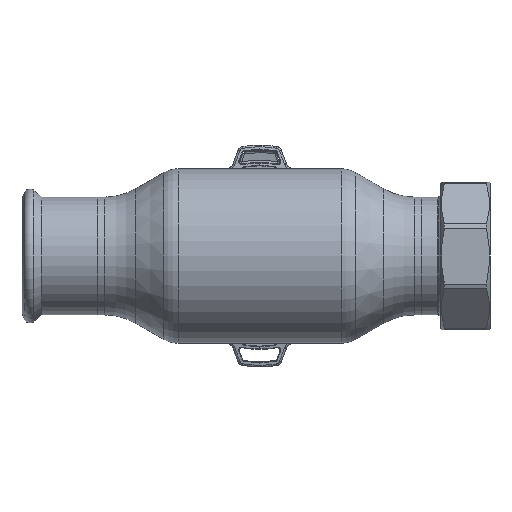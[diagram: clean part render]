
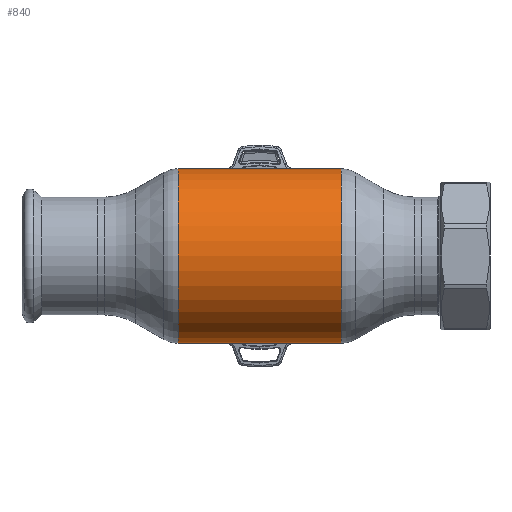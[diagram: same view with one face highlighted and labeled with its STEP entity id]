
A CAD part, front view. The second image highlights one B-rep face of the part: STEP entity #840.
In plain terms, the highlighted cylindrical face has radius 42.5 mm (diameter 85 mm), a partial arc.
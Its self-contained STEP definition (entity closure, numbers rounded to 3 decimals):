
#408 = EDGE_CURVE ( 'NONE', #22378, #29409, #18498, .T. ) ;
#753 = DIRECTION ( 'NONE',  ( 0., 0., 1. ) ) ;
#840 = ADVANCED_FACE ( 'NONE', ( #26863 ), #8778, .T. ) ;
#2823 = EDGE_LOOP ( 'NONE', ( #24863, #4422, #31119, #32869 ) ) ;
#3368 = DIRECTION ( 'NONE',  ( -1., 0., 0. ) ) ;
#4422 = ORIENTED_EDGE ( 'NONE', *, *, #12479, .T. ) ;
#5394 = DIRECTION ( 'NONE',  ( -1., 0., 0. ) ) ;
#5443 = DIRECTION ( 'NONE',  ( -1., 0., 0. ) ) ;
#5993 = DIRECTION ( 'NONE',  ( -1., 0., 0. ) ) ;
#7642 = CARTESIAN_POINT ( 'NONE',  ( -62.69, 0., 42.5 ) ) ;
#8030 = DIRECTION ( 'NONE',  ( 0., 0., 1. ) ) ;
#8425 = AXIS2_PLACEMENT_3D ( 'NONE', #13223, #5443, #8030 ) ;
#8778 = CYLINDRICAL_SURFACE ( 'NONE', #30522, 42.5 ) ;
#11482 = CARTESIAN_POINT ( 'NONE',  ( -39.749, 0., 42.5 ) ) ;
#12479 = EDGE_CURVE ( 'NONE', #30977, #22378, #30578, .T. ) ;
#13223 = CARTESIAN_POINT ( 'NONE',  ( -39.749, 0., 0. ) ) ;
#15118 = VECTOR ( 'NONE', #5394, 1000. ) ;
#18498 = LINE ( 'NONE', #7642, #15118 ) ;
#21749 = CARTESIAN_POINT ( 'NONE',  ( -39.749, 0., -42.5 ) ) ;
#21771 = AXIS2_PLACEMENT_3D ( 'NONE', #32512, #3368, #753 ) ;
#22378 = VERTEX_POINT ( 'NONE', #23618 ) ;
#23115 = LINE ( 'NONE', #23470, #24869 ) ;
#23470 = CARTESIAN_POINT ( 'NONE',  ( -62.69, 0., -42.5 ) ) ;
#23618 = CARTESIAN_POINT ( 'NONE',  ( 39.749, 0., 42.5 ) ) ;
#24105 = CARTESIAN_POINT ( 'NONE',  ( -62.69, 0., 0. ) ) ;
#24863 = ORIENTED_EDGE ( 'NONE', *, *, #30802, .F. ) ;
#24869 = VECTOR ( 'NONE', #26403, 1000. ) ;
#24938 = CIRCLE ( 'NONE', #8425, 42.5 ) ;
#26000 = VERTEX_POINT ( 'NONE', #21749 ) ;
#26403 = DIRECTION ( 'NONE',  ( -1., 0., 0. ) ) ;
#26863 = FACE_OUTER_BOUND ( 'NONE', #2823, .T. ) ;
#27196 = DIRECTION ( 'NONE',  ( 0., 0., 1. ) ) ;
#28666 = EDGE_CURVE ( 'NONE', #26000, #29409, #24938, .T. ) ;
#29409 = VERTEX_POINT ( 'NONE', #11482 ) ;
#30522 = AXIS2_PLACEMENT_3D ( 'NONE', #24105, #5993, #27196 ) ;
#30578 = CIRCLE ( 'NONE', #21771, 42.5 ) ;
#30802 = EDGE_CURVE ( 'NONE', #30977, #26000, #23115, .T. ) ;
#30977 = VERTEX_POINT ( 'NONE', #31011 ) ;
#31011 = CARTESIAN_POINT ( 'NONE',  ( 39.749, 0., -42.5 ) ) ;
#31119 = ORIENTED_EDGE ( 'NONE', *, *, #408, .T. ) ;
#32512 = CARTESIAN_POINT ( 'NONE',  ( 39.749, 0., 0. ) ) ;
#32869 = ORIENTED_EDGE ( 'NONE', *, *, #28666, .F. ) ;
